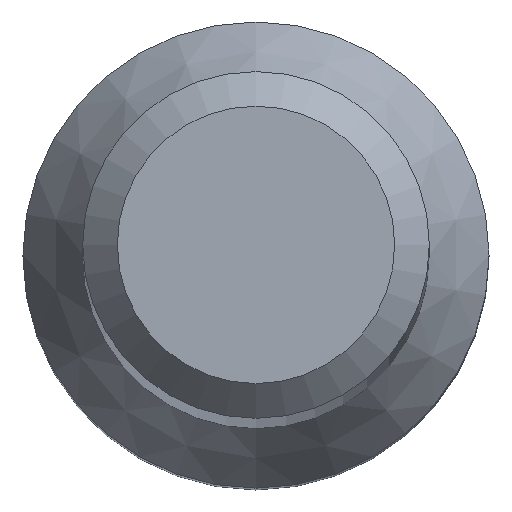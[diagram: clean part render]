
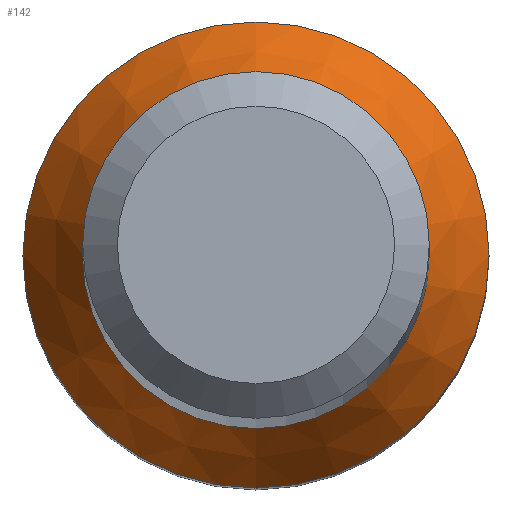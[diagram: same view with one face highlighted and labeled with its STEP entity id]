
A CAD part, top view. The second image highlights one B-rep face of the part: STEP entity #142.
In plain terms, the highlighted conical face has half-angle 30 degrees and reference radius 2.689 mm.
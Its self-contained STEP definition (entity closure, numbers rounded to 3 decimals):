
#2 = CONICAL_SURFACE ( 'NONE', #130, 2.689, 0.524 ) ;
#22 = FACE_BOUND ( 'NONE', #42, .T. ) ;
#28 = EDGE_LOOP ( 'NONE', ( #197 ) ) ;
#38 = DIRECTION ( 'NONE',  ( 0., 1., 0. ) ) ;
#41 = DIRECTION ( 'NONE',  ( 0., 1., 0. ) ) ;
#42 = EDGE_LOOP ( 'NONE', ( #157 ) ) ;
#61 = CARTESIAN_POINT ( 'NONE',  ( 0., 2.689, 12.798 ) ) ;
#76 = DIRECTION ( 'NONE',  ( 0., 0., -1. ) ) ;
#77 = CARTESIAN_POINT ( 'NONE',  ( 0., 0., 12.798 ) ) ;
#90 = DIRECTION ( 'NONE',  ( 0., 1., 0. ) ) ;
#93 = CIRCLE ( 'NONE', #139, 2. ) ;
#97 = CARTESIAN_POINT ( 'NONE',  ( 0., 2., 13.992 ) ) ;
#106 = CARTESIAN_POINT ( 'NONE',  ( 0., 0., 13.992 ) ) ;
#111 = DIRECTION ( 'NONE',  ( 0., 0., -1. ) ) ;
#118 = EDGE_CURVE ( 'NONE', #153, #153, #93, .T. ) ;
#122 = CARTESIAN_POINT ( 'NONE',  ( 0., 0., 12.798 ) ) ;
#130 = AXIS2_PLACEMENT_3D ( 'NONE', #77, #111, #90 ) ;
#139 = AXIS2_PLACEMENT_3D ( 'NONE', #106, #76, #38 ) ;
#142 = ADVANCED_FACE ( 'NONE', ( #22, #186 ), #2, .T. ) ;
#153 = VERTEX_POINT ( 'NONE', #97 ) ;
#154 = DIRECTION ( 'NONE',  ( 0., 0., -1. ) ) ;
#157 = ORIENTED_EDGE ( 'NONE', *, *, #118, .T. ) ;
#169 = VERTEX_POINT ( 'NONE', #61 ) ;
#182 = AXIS2_PLACEMENT_3D ( 'NONE', #122, #154, #41 ) ;
#186 = FACE_OUTER_BOUND ( 'NONE', #28, .T. ) ;
#197 = ORIENTED_EDGE ( 'NONE', *, *, #242, .F. ) ;
#229 = CIRCLE ( 'NONE', #182, 2.689 ) ;
#242 = EDGE_CURVE ( 'NONE', #169, #169, #229, .T. ) ;
